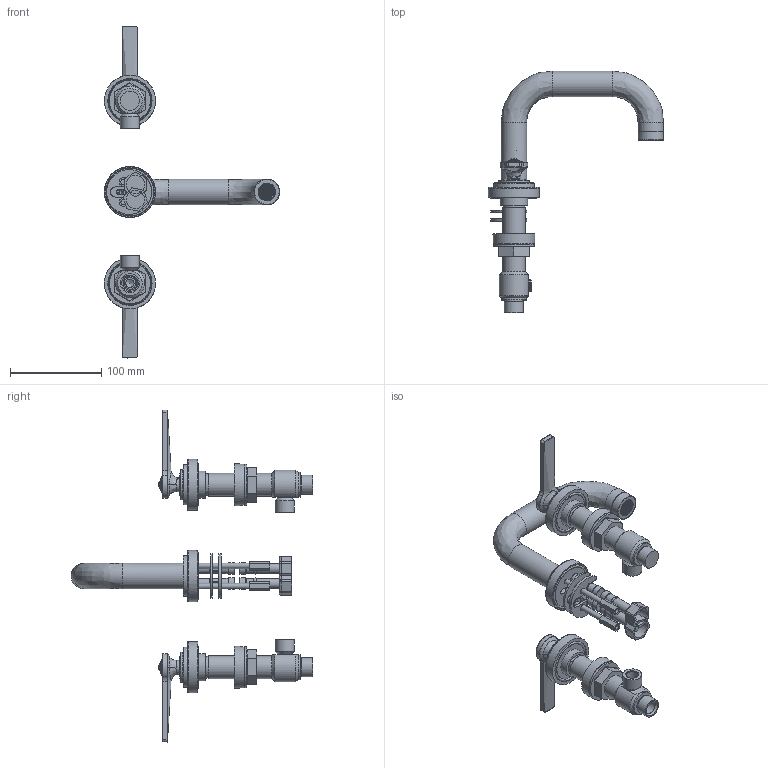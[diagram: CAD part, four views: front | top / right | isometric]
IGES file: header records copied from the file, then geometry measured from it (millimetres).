
Global section: file name: V7K14-LF-NP; native system: Autodesk Inventor 2018; preprocessor: unknown; author: aduggalther; date: 20180910.121502; units: millimetre
Bounding box: 192 x 264.8 x 363.83 mm (x, y, z)
Volume: 416433 mm3; surface area: 209696.9 mm2
Topology: 50 solids, 50 shells, 2610 faces, 6763 edges, 4368 vertices
Faces by surface type: bspline 2610
